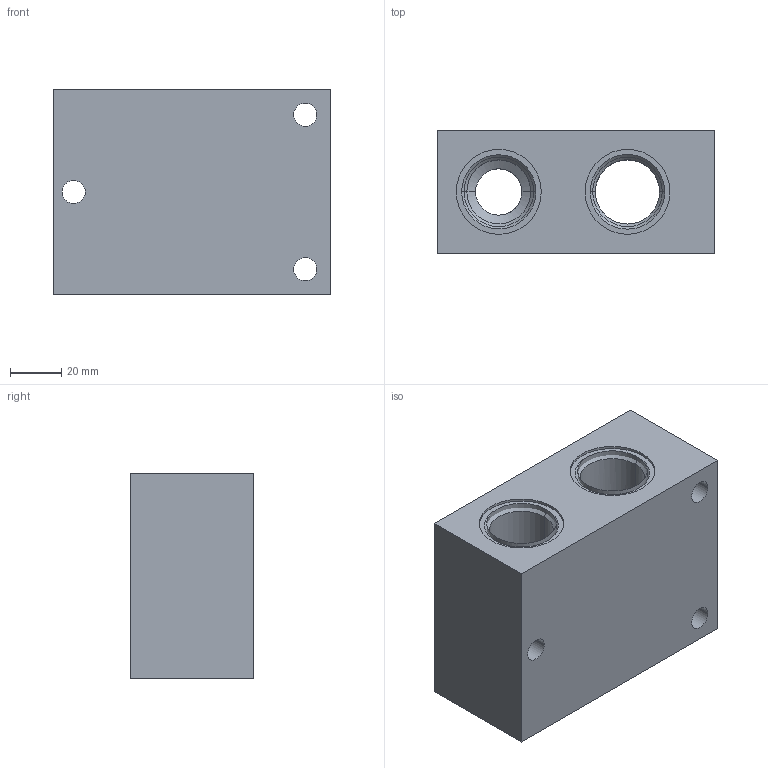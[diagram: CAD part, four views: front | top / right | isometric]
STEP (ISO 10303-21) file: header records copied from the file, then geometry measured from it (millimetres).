
FILE_DESCRIPTION((''),'2;1');
FILE_NAME('78231-4617241_61718','2021-08-17T',('48484'),(''),'PRO/ENGINEER BY PARAMETRIC TECHNOLOGY CORPORATION, 2014440','PRO/ENGINEER BY PARAMETRIC TECHNOLOGY CORPORATION, 2014440','');
FILE_SCHEMA(('CONFIG_CONTROL_DESIGN'));
Length unit declared in the file: millimetre
Products named in the file (1): 78231-4617241_61718
Bounding box: 108 x 48 x 80 mm (x, y, z)
Volume: 291610.3 mm3; surface area: 61516.3 mm2
Topology: 1 solids, 6 shells, 71 faces, 169 edges, 110 vertices
Faces by surface type: cylinder 40, plane 17, cone 14
Entity records: 3377 total; most frequent: CARTESIAN_POINT 1591, DIRECTION 399, ORIENTED_EDGE 318, EDGE_CURVE 169, AXIS2_PLACEMENT_3D 166, VERTEX_POINT 110, EDGE_LOOP 95, CIRCLE 94
